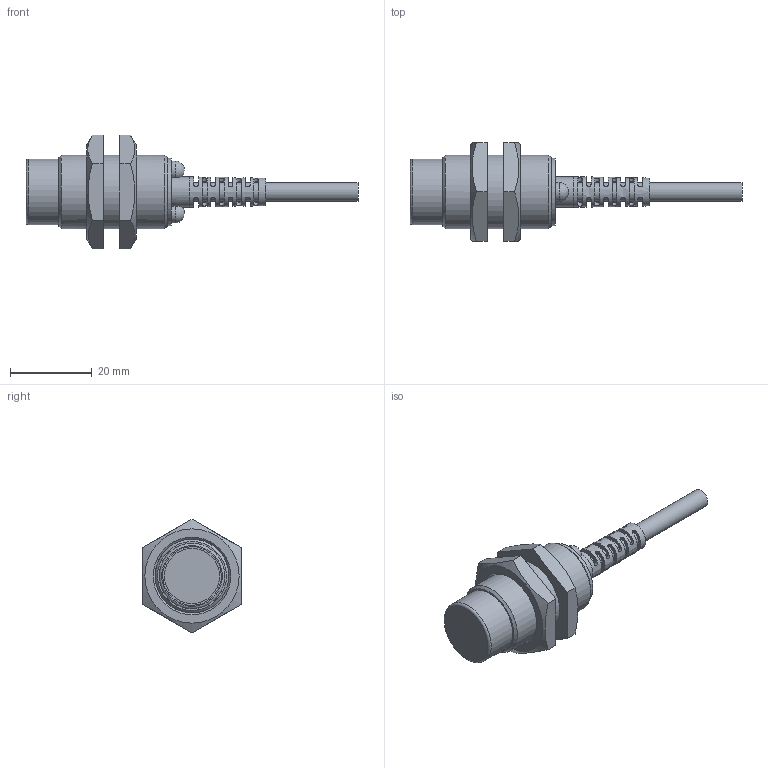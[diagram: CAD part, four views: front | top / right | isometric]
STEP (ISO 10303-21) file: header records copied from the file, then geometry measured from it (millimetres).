
FILE_DESCRIPTION(/* description */ (''),/* implementation_level */ '2;1');
FILE_NAME(/* name */ 'KJ8-M18MN35.STEP',/* time_stamp */ '2022-01-21T14:34:19+01:00',/* author */ ('L43FV9'),/* organization */ (''),/* preprocessor_version */ 'ST-DEVELOPER v18.1',/* originating_system */ 'Autodesk Inventor 2021',/* authorisation */ '');
FILE_SCHEMA (('AUTOMOTIVE_DESIGN { 1 0 10303 214 3 1 1 }'));
Length unit declared in the file: millimetre
Products named in the file (1): KJ8-M18MN35_TOP_Shrinkwrap_1
Bounding box: 81.03 x 24 x 27.71 mm (x, y, z)
Volume: 5658.9 mm3; surface area: 7369.4 mm2
Topology: 2 solids, 2 shells, 147 faces, 424 edges, 280 vertices
Faces by surface type: plane 75, cylinder 54, cone 10, torus 4, sphere 4
Full cylindrical faces by diameter (mm): 1.5 x1, 2.5 x2, 3.2 x2, 4.6 x1, 5.3 x1, 7.5 x1, 13.7 x1, 14.5 x1, 15.5 x1, 16 x1, 16.4 x1, 18 x3
Entity records: 6303 total; most frequent: CARTESIAN_POINT 2234, ORIENTED_EDGE 832, DIRECTION 798, EDGE_CURVE 416, AXIS2_PLACEMENT_3D 322, VERTEX_POINT 278, EDGE_LOOP 188, CIRCLE 166
